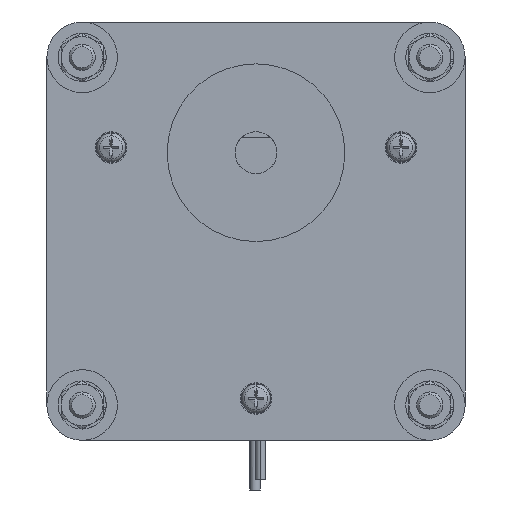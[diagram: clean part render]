
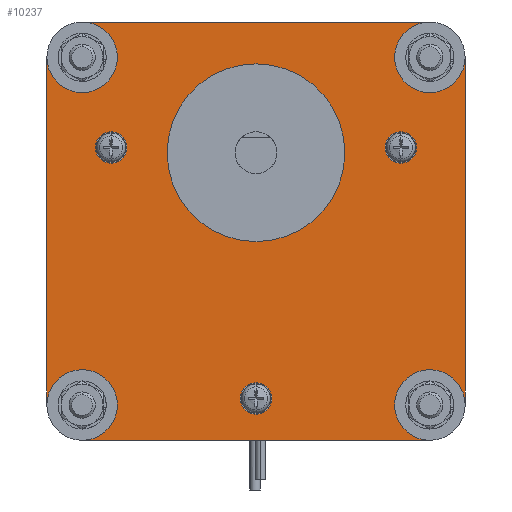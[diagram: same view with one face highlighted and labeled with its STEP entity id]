
A CAD part, left-side view. The second image highlights one B-rep face of the part: STEP entity #10237.
In plain terms, the highlighted planar face has unit normal (-1, 0, 0).
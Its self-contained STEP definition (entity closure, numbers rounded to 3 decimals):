
#9756=CARTESIAN_POINT('POINT8369',(0.5,
   25.115,-0.5));
#9757=VERTEX_POINT('VERTEX8369',#9756);
#9764=CARTESIAN_POINT('POINT8370',(0.5,
   30.311,2.5));
#9765=VERTEX_POINT('VERTEX8370',#9764);
#9766=CARTESIAN_POINT('POS11556',(0.5,
   27.713,1.));
#9767=DIRECTION('DIR17930',(1.,0.,
   0.));
#9768=DIRECTION('DIR17931',(0.,-0.866
   ,-0.5));
#9769=AXIS2_PLACEMENT_3D('AXIS6375',#9766,#9767,#9768);
#9770=CIRCLE('ELLIPSE3105',#9769,3.);
#9771=EDGE_CURVE('EDGE13730',#9765,#9757,#9770,.T.);
#9791=EDGE_CURVE('EDGE13732',#9757,#9765,#9770,.T.);
#9796=CARTESIAN_POINT('POINT8371',(0.5,
   -25.115,-0.5));
#9797=VERTEX_POINT('VERTEX8371',#9796);
#9804=CARTESIAN_POINT('POINT8372',(0.5,
   -30.311,2.5));
#9805=VERTEX_POINT('VERTEX8372',#9804);
#9806=CARTESIAN_POINT('POS11560',(0.5,
   -27.713,1.));
#9807=DIRECTION('DIR17936',(1.,0.,
   0.));
#9808=DIRECTION('DIR17937',(0.,0.866,
   -0.5));
#9809=AXIS2_PLACEMENT_3D('AXIS6377',#9806,#9807,#9808);
#9810=CIRCLE('ELLIPSE3106',#9809,3.);
#9811=EDGE_CURVE('EDGE13734',#9805,#9797,#9810,.T.);
#9831=EDGE_CURVE('EDGE13736',#9797,#9805,#9810,.T.);
#9836=CARTESIAN_POINT('POINT8373',(0.5,0.,
   -44.));
#9837=VERTEX_POINT('VERTEX8373',#9836);
#9844=CARTESIAN_POINT('POINT8374',(0.5,
   0.,-50.));
#9845=VERTEX_POINT('VERTEX8374',#9844);
#9846=CARTESIAN_POINT('POS11564',(0.5,0.,
   -47.));
#9847=DIRECTION('DIR17942',(1.,0.,0.));
#9848=DIRECTION('DIR17943',(0.,0.,1.));
#9849=AXIS2_PLACEMENT_3D('AXIS6379',#9846,#9847,#9848);
#9850=CIRCLE('ELLIPSE3107',#9849,3.);
#9851=EDGE_CURVE('EDGE13738',#9845,#9837,#9850,.T.);
#9871=EDGE_CURVE('EDGE13740',#9837,#9845,#9850,.T.);
#9877=CARTESIAN_POINT('POINT8375',(0.5,40.,
   -48.25));
#9878=VERTEX_POINT('VERTEX8375',#9877);
#9885=CARTESIAN_POINT('POINT8376',(0.5,40.,
   18.25));
#9886=VERTEX_POINT('VERTEX8376',#9885);
#9887=CARTESIAN_POINT('POS11568',(0.5,40.,
   18.25));
#9888=DIRECTION('DIR17948',(0.,0.,-1.));
#9889=VECTOR('VEC5188',#9888,1.);
#9890=LINE('STRAIGHT5188',#9887,#9889);
#9891=EDGE_CURVE('EDGE13742',#9886,#9878,#9890,.T.);
#9907=CARTESIAN_POINT('POINT8377',(0.5,33.25,
   25.));
#9908=VERTEX_POINT('VERTEX8377',#9907);
#9923=CARTESIAN_POINT('POINT8378',(0.5,33.25,
   11.5));
#9924=VERTEX_POINT('VERTEX8378',#9923);
#9925=CARTESIAN_POINT('POS11573',(0.5,33.25,
   18.25));
#9926=DIRECTION('DIR17954',(1.,0.,0.));
#9927=DIRECTION('DIR17955',(0.,0.,-1.));
#9928=AXIS2_PLACEMENT_3D('AXIS6382',#9925,#9926,#9927);
#9929=CIRCLE('ELLIPSE3108',#9928,6.75);
#9930=EDGE_CURVE('EDGE13746',#9924,#9886,#9929,.T.);
#9950=EDGE_CURVE('EDGE13748',#9908,#9924,#9929,.T.);
#9957=CARTESIAN_POINT('POINT8379',(0.5,-33.25,
   25.));
#9958=VERTEX_POINT('VERTEX8379',#9957);
#9959=CARTESIAN_POINT('POS11576',(0.5,-33.25,
   25.));
#9960=DIRECTION('DIR17959',(0.,1.,0.));
#9961=VECTOR('VEC5193',#9960,1.);
#9962=LINE('STRAIGHT5193',#9959,#9961);
#9963=EDGE_CURVE('EDGE13749',#9958,#9908,#9962,.T.);
#9979=CARTESIAN_POINT('POINT8380',(0.5,-40.,
   18.25));
#9980=VERTEX_POINT('VERTEX8380',#9979);
#9995=CARTESIAN_POINT('POINT8381',(0.5,-26.5,
   18.25));
#9996=VERTEX_POINT('VERTEX8381',#9995);
#9997=CARTESIAN_POINT('POS11581',(0.5,-33.25,
   18.25));
#9998=DIRECTION('DIR17965',(1.,0.,0.));
#9999=DIRECTION('DIR17966',(0.,0.,-1.));
#10000=AXIS2_PLACEMENT_3D('AXIS6385',#9997,#9998,#9999);
#10001=CIRCLE('ELLIPSE3109',#10000,6.75);
#10002=EDGE_CURVE('EDGE13753',#9996,#9958,#10001,.T.);
#10023=EDGE_CURVE('EDGE13755',#9980,#9996,#10001,.T.);
#10030=CARTESIAN_POINT('POINT8382',(0.5,-40.,
   -48.25));
#10031=VERTEX_POINT('VERTEX8382',#10030);
#10032=CARTESIAN_POINT('POS11584',(0.5,-40.,-15.));
#10033=DIRECTION('DIR17970',(0.,0.,1.));
#10034=VECTOR('VEC5198',#10033,1.);
#10035=LINE('STRAIGHT5198',#10032,#10034);
#10036=EDGE_CURVE('EDGE13756',#10031,#9980,#10035,.T.);
#10052=CARTESIAN_POINT('POINT8383',(0.5,-33.25,
   -55.));
#10053=VERTEX_POINT('VERTEX8383',#10052);
#10068=CARTESIAN_POINT('POINT8384',(0.5,-33.25,
   -41.5));
#10069=VERTEX_POINT('VERTEX8384',#10068);
#10070=CARTESIAN_POINT('POS11589',(0.5,-33.25,
   -48.25));
#10071=DIRECTION('DIR17976',(1.,0.,0.));
#10072=DIRECTION('DIR17977',(0.,0.,-1.));
#10073=AXIS2_PLACEMENT_3D('AXIS6388',#10070,#10071,#10072);
#10074=CIRCLE('ELLIPSE3110',#10073,6.75);
#10075=EDGE_CURVE('EDGE13760',#10069,#10031,#10074,.T.);
#10095=EDGE_CURVE('EDGE13762',#10053,#10069,#10074,.T.);
#10102=CARTESIAN_POINT('POINT8385',(0.5,33.25,
   -55.));
#10103=VERTEX_POINT('VERTEX8385',#10102);
#10104=CARTESIAN_POINT('POS11592',(0.5,33.25,
   -55.));
#10105=DIRECTION('DIR17981',(0.,-1.,0.));
#10106=VECTOR('VEC5203',#10105,1.);
#10107=LINE('STRAIGHT5203',#10104,#10106);
#10108=EDGE_CURVE('EDGE13763',#10103,#10053,#10107,.T.);
#10133=CARTESIAN_POINT('POINT8386',(0.5,26.5,
   -48.25));
#10134=VERTEX_POINT('VERTEX8386',#10133);
#10135=CARTESIAN_POINT('POS11596',(0.5,33.25,
   -48.25));
#10136=DIRECTION('DIR17986',(1.,0.,0.));
#10137=DIRECTION('DIR17987',(0.,0.,-1.));
#10138=AXIS2_PLACEMENT_3D('AXIS6391',#10135,#10136,#10137);
#10139=CIRCLE('ELLIPSE3111',#10138,6.75);
#10140=EDGE_CURVE('EDGE13766',#10134,#10103,#10139,.T.);
#10161=EDGE_CURVE('EDGE13768',#9878,#10134,#10139,.T.);
#10191=ORIENTED_EDGE('COEDGE27617',*,*,#10161,.T.);
#10192=ORIENTED_EDGE('COEDGE27618',*,*,#10140,.T.);
#10193=ORIENTED_EDGE('COEDGE27619',*,*,#10108,.T.);
#10194=ORIENTED_EDGE('COEDGE27620',*,*,#10095,.T.);
#10195=ORIENTED_EDGE('COEDGE27621',*,*,#10075,.T.);
#10196=ORIENTED_EDGE('COEDGE27622',*,*,#10036,.T.);
#10197=ORIENTED_EDGE('COEDGE27623',*,*,#10023,.T.);
#10198=ORIENTED_EDGE('COEDGE27624',*,*,#10002,.T.);
#10199=ORIENTED_EDGE('COEDGE27625',*,*,#9963,.T.);
#10200=ORIENTED_EDGE('COEDGE27626',*,*,#9950,.T.);
#10201=ORIENTED_EDGE('COEDGE27627',*,*,#9930,.T.);
#10202=ORIENTED_EDGE('COEDGE27628',*,*,#9891,.T.);
#10203=EDGE_LOOP('NONE',(#10191,#10192,#10193,#10194,#10195,#10196,
   #10197,#10198,#10199,#10200,#10201,#10202));
#10204=FACE_BOUND('LOOP1',#10203,.T.);
#10205=ORIENTED_EDGE('COEDGE27629',*,*,#9871,.T.);
#10206=ORIENTED_EDGE('COEDGE27630',*,*,#9851,.T.);
#10207=EDGE_LOOP('NONE',(#10205,#10206));
#10208=FACE_BOUND('LOOP1',#10207,.T.);
#10209=ORIENTED_EDGE('COEDGE27631',*,*,#9831,.T.);
#10210=ORIENTED_EDGE('COEDGE27632',*,*,#9811,.T.);
#10211=EDGE_LOOP('NONE',(#10209,#10210));
#10212=FACE_BOUND('LOOP1',#10211,.T.);
#10213=ORIENTED_EDGE('COEDGE27633',*,*,#9791,.T.);
#10214=ORIENTED_EDGE('COEDGE27634',*,*,#9771,.T.);
#10215=EDGE_LOOP('NONE',(#10213,#10214));
#10216=FACE_BOUND('LOOP1',#10215,.T.);
#10217=CARTESIAN_POINT('POINT8389',(0.5,0.,
   -17.));
#10218=VERTEX_POINT('VERTEX8389',#10217);
#10219=CARTESIAN_POINT('POINT8390',(0.5,
   0.,17.));
#10220=VERTEX_POINT('VERTEX8390',#10219);
#10221=CARTESIAN_POINT('POS11601',(0.5,0.,
   0.));
#10222=DIRECTION('DIR17995',(-1.,0.,0.))
   ;
#10223=DIRECTION('DIR17996',(0.,0.,1.));
#10224=AXIS2_PLACEMENT_3D('AXIS6395',#10221,#10222,#10223);
#10225=CIRCLE('ELLIPSE3113',#10224,17.);
#10226=EDGE_CURVE('EDGE13771',#10218,#10220,#10225,.T.);
#10227=ORIENTED_EDGE('COEDGE27635',*,*,#10226,.F.);
#10228=EDGE_CURVE('EDGE13772',#10220,#10218,#10225,.T.);
#10229=ORIENTED_EDGE('COEDGE27636',*,*,#10228,.F.);
#10230=EDGE_LOOP('NONE',(#10227,#10229));
#10231=FACE_BOUND('LOOP1',#10230,.T.);
#10232=CARTESIAN_POINT('POS11602',(0.5,0.,
   -15.));
#10233=DIRECTION('DIR17997',(1.,0.,0.));
#10234=DIRECTION('DIR17998',(0.,1.,0.));
#10235=AXIS2_PLACEMENT_3D('AXIS6396',#10232,#10233,#10234);
#10236=PLANE('PLANE1902',#10235);
#10237=ADVANCED_FACE('FACE6008',(#10204,#10208,#10212,#10216,#10231),
   #10236,.F.);
